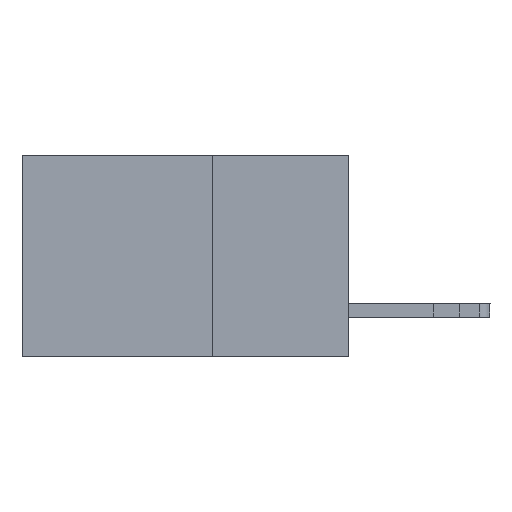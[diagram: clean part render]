
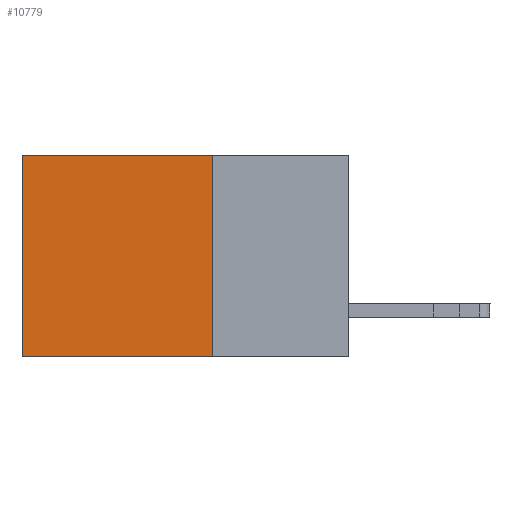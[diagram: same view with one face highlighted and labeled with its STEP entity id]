
A CAD part, left-side view. The second image highlights one B-rep face of the part: STEP entity #10779.
In plain terms, the highlighted planar face has unit normal (-1, 0, 0).
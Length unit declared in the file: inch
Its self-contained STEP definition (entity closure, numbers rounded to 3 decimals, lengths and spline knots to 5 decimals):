
#286 = CARTESIAN_POINT ( 'NONE',  ( 0.2615, 0.6, -0.37 ) ) ;
#1008 = CARTESIAN_POINT ( 'NONE',  ( 0.2615, 0.25, -0.37 ) ) ;
#1310 = VERTEX_POINT ( 'NONE', #1008 ) ;
#1564 = VECTOR ( 'NONE', #10824, 39.37008 ) ;
#1827 = ORIENTED_EDGE ( 'NONE', *, *, #3253, .F. ) ;
#1974 = EDGE_LOOP ( 'NONE', ( #3221, #5873, #1827, #12072 ) ) ;
#3221 = ORIENTED_EDGE ( 'NONE', *, *, #11660, .T. ) ;
#3234 = LINE ( 'NONE', #10374, #9819 ) ;
#3238 = LINE ( 'NONE', #6836, #10100 ) ;
#3253 = EDGE_CURVE ( 'NONE', #9692, #1310, #4892, .T. ) ;
#3803 = CARTESIAN_POINT ( 'NONE',  ( 0.2615, 0.25, -0.37 ) ) ;
#4588 = VECTOR ( 'NONE', #10862, 39.37008 ) ;
#4892 = LINE ( 'NONE', #11729, #4588 ) ;
#4923 = DIRECTION ( 'NONE',  ( 0., 1., 0. ) ) ;
#5050 = CARTESIAN_POINT ( 'NONE',  ( 0.2615, 0.25, 0. ) ) ;
#5161 = EDGE_CURVE ( 'NONE', #1310, #6048, #3234, .T. ) ;
#5686 = PLANE ( 'NONE',  #12052 ) ;
#5873 = ORIENTED_EDGE ( 'NONE', *, *, #5161, .F. ) ;
#6048 = VERTEX_POINT ( 'NONE', #286 ) ;
#6582 = VERTEX_POINT ( 'NONE', #10725 ) ;
#6609 = FACE_OUTER_BOUND ( 'NONE', #1974, .T. ) ;
#6634 = DIRECTION ( 'NONE',  ( 0., 0., -1. ) ) ;
#6836 = CARTESIAN_POINT ( 'NONE',  ( 0.2615, 0.25, 0. ) ) ;
#9633 = EDGE_CURVE ( 'NONE', #9692, #6582, #3238, .T. ) ;
#9692 = VERTEX_POINT ( 'NONE', #5050 ) ;
#9819 = VECTOR ( 'NONE', #10451, 39.37008 ) ;
#9927 = CARTESIAN_POINT ( 'NONE',  ( 0.2615, 0.6, -0.37 ) ) ;
#10100 = VECTOR ( 'NONE', #4923, 39.37008 ) ;
#10374 = CARTESIAN_POINT ( 'NONE',  ( 0.2615, 0.25, -0.37 ) ) ;
#10451 = DIRECTION ( 'NONE',  ( 0., 1., 0. ) ) ;
#10725 = CARTESIAN_POINT ( 'NONE',  ( 0.2615, 0.6, 0. ) ) ;
#10779 = ADVANCED_FACE ( 'NONE', ( #6609 ), #5686, .F. ) ;
#10824 = DIRECTION ( 'NONE',  ( 0., 0., -1. ) ) ;
#10862 = DIRECTION ( 'NONE',  ( 0., 0., -1. ) ) ;
#11660 = EDGE_CURVE ( 'NONE', #6582, #6048, #11821, .T. ) ;
#11729 = CARTESIAN_POINT ( 'NONE',  ( 0.2615, 0.25, -0.37 ) ) ;
#11821 = LINE ( 'NONE', #9927, #1564 ) ;
#12052 = AXIS2_PLACEMENT_3D ( 'NONE', #3803, #12098, #6634 ) ;
#12072 = ORIENTED_EDGE ( 'NONE', *, *, #9633, .T. ) ;
#12098 = DIRECTION ( 'NONE',  ( 1., 0., 0. ) ) ;
